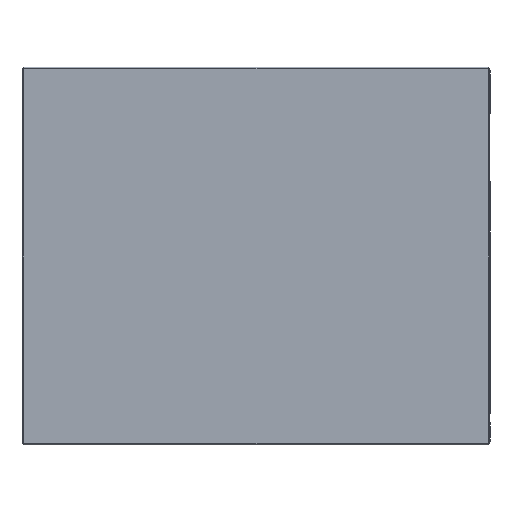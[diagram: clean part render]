
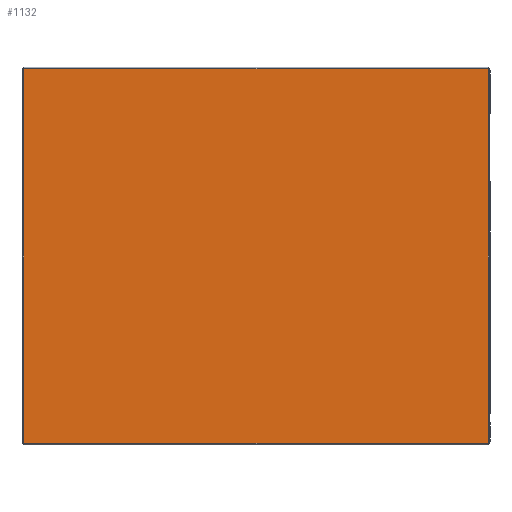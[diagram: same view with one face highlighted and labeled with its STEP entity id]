
A CAD part, front view. The second image highlights one B-rep face of the part: STEP entity #1132.
In plain terms, the highlighted planar face has unit normal (0, -1, 0).
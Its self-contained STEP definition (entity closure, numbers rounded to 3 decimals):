
#24 = DIRECTION ( 'NONE',  ( 0., 0., 1. ) ) ;
#138 = DIRECTION ( 'NONE',  ( 0., 1., 0. ) ) ;
#231 = EDGE_LOOP ( 'NONE', ( #413, #481, #2624, #1600 ) ) ;
#359 = VERTEX_POINT ( 'NONE', #1007 ) ;
#386 = PLANE ( 'NONE',  #1244 ) ;
#413 = ORIENTED_EDGE ( 'NONE', *, *, #2502, .T. ) ;
#425 = VERTEX_POINT ( 'NONE', #2146 ) ;
#474 = VECTOR ( 'NONE', #1846, 1000. ) ;
#481 = ORIENTED_EDGE ( 'NONE', *, *, #652, .F. ) ;
#510 = LINE ( 'NONE', #923, #474 ) ;
#583 = DIRECTION ( 'NONE',  ( 0., 0., -1. ) ) ;
#652 = EDGE_CURVE ( 'NONE', #359, #942, #2163, .T. ) ;
#676 = VECTOR ( 'NONE', #583, 1000. ) ;
#764 = CARTESIAN_POINT ( 'NONE',  ( -319.8, -1.2, -257.8 ) ) ;
#798 = VECTOR ( 'NONE', #1582, 1000. ) ;
#923 = CARTESIAN_POINT ( 'NONE',  ( -319.8, -1.2, -257.8 ) ) ;
#942 = VERTEX_POINT ( 'NONE', #2685 ) ;
#959 = LINE ( 'NONE', #1961, #1916 ) ;
#1007 = CARTESIAN_POINT ( 'NONE',  ( 319.8, -1.2, 257.8 ) ) ;
#1115 = CARTESIAN_POINT ( 'NONE',  ( 0., -1.2, 0. ) ) ;
#1132 = ADVANCED_FACE ( 'NONE', ( #1819 ), #386, .F. ) ;
#1244 = AXIS2_PLACEMENT_3D ( 'NONE', #1115, #138, #1794 ) ;
#1555 = CARTESIAN_POINT ( 'NONE',  ( 319.8, -1.2, 257.8 ) ) ;
#1582 = DIRECTION ( 'NONE',  ( -1., 0., 0. ) ) ;
#1600 = ORIENTED_EDGE ( 'NONE', *, *, #2876, .F. ) ;
#1794 = DIRECTION ( 'NONE',  ( 0., 0., 1. ) ) ;
#1806 = LINE ( 'NONE', #1555, #798 ) ;
#1819 = FACE_OUTER_BOUND ( 'NONE', #231, .T. ) ;
#1846 = DIRECTION ( 'NONE',  ( 1., 0., 0. ) ) ;
#1916 = VECTOR ( 'NONE', #24, 1000. ) ;
#1961 = CARTESIAN_POINT ( 'NONE',  ( -319.8, -1.2, -258. ) ) ;
#2146 = CARTESIAN_POINT ( 'NONE',  ( -319.8, -1.2, 257.8 ) ) ;
#2163 = LINE ( 'NONE', #2551, #676 ) ;
#2502 = EDGE_CURVE ( 'NONE', #2874, #942, #510, .T. ) ;
#2551 = CARTESIAN_POINT ( 'NONE',  ( 319.8, -1.2, 258. ) ) ;
#2624 = ORIENTED_EDGE ( 'NONE', *, *, #3090, .T. ) ;
#2685 = CARTESIAN_POINT ( 'NONE',  ( 319.8, -1.2, -257.8 ) ) ;
#2874 = VERTEX_POINT ( 'NONE', #764 ) ;
#2876 = EDGE_CURVE ( 'NONE', #2874, #425, #959, .T. ) ;
#3090 = EDGE_CURVE ( 'NONE', #359, #425, #1806, .T. ) ;
